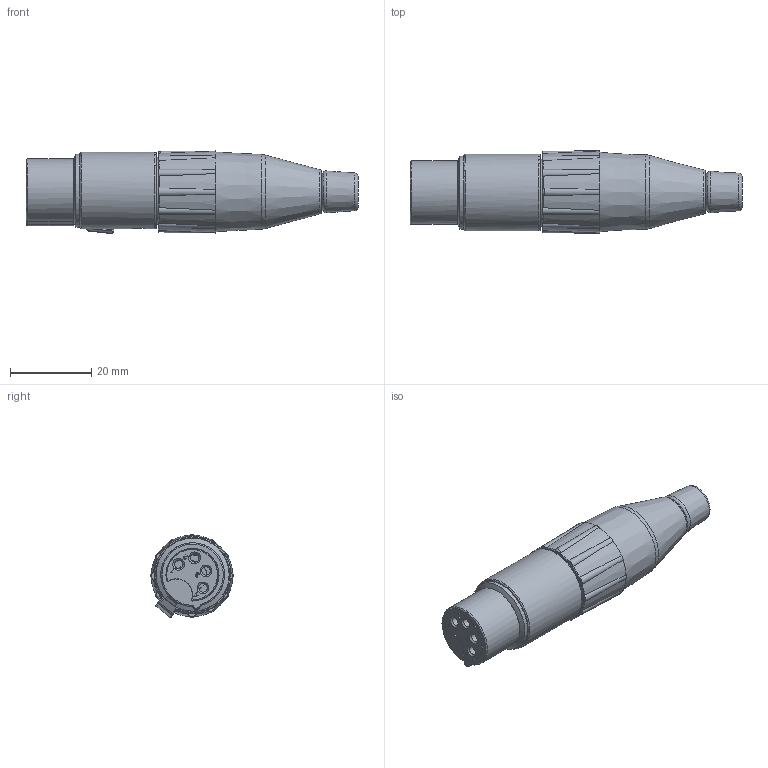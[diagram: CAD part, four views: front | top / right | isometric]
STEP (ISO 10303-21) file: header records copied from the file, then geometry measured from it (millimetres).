
FILE_DESCRIPTION((''),'2;1');
FILE_NAME('AC4FB.stp','2007-03-29T17:28:28',('minh'),(''),'Autodesk Inventor 10','Autodesk Inventor 10','');
FILE_SCHEMA(('AUTOMOTIVE_DESIGN { 1 0 10303 214 1 1 1 1 }'));
Length unit declared in the file: millimetre
Products named in the file (8): AC4F; AC4F PART1; AC4F ~~PART1; AC4F ~~~PART1; 156-4073-000; 127-4044-000; shell; AC4F ~PART1
Assembly tree (7 placements, depth 3):
  AC4F
    AC4F PART1
    AC4F ~~PART1
    AC4F ~~~PART1
    156-4073-000
      127-4044-000
    shell
    AC4F ~PART1
Bounding box: 81.85 x 20.39 x 20.46 mm (x, y, z)
Volume: 10168 mm3; surface area: 12865.3 mm2
Topology: 6 solids, 6 shells, 547 faces, 1473 edges, 960 vertices
Faces by surface type: plane 239, cylinder 147, bspline 107, cone 29, torus 23, sphere 2
Full cylindrical faces by diameter (mm): 2.1 x4, 2.5 x1, 3.106 x1, 3.6 x4, 4 x1, 4.2 x1, 7.4 x1, 7.9 x1, 8.4 x1, 8.5 x1, 10.3 x1, 10.6 x1, 15 x1, 16.2 x1, 16.5 x1, 17 x1, 18 x1, 18.9 x1
Entity records: 27576 total; most frequent: CARTESIAN_POINT 14735, ORIENTED_EDGE 2816, DIRECTION 2265, EDGE_CURVE 1408, VERTEX_POINT 948, AXIS2_PLACEMENT_3D 836, EDGE_LOOP 640, VECTOR 593
